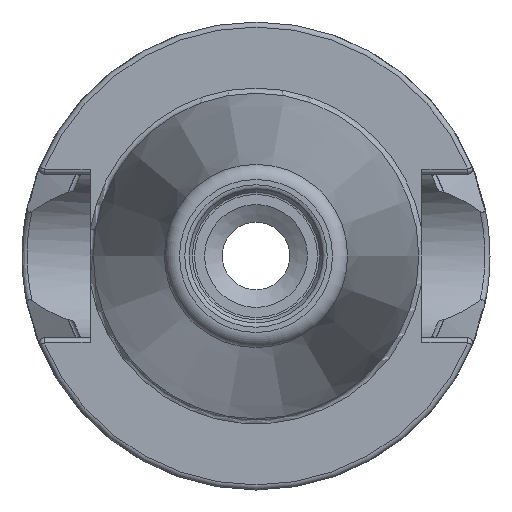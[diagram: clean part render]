
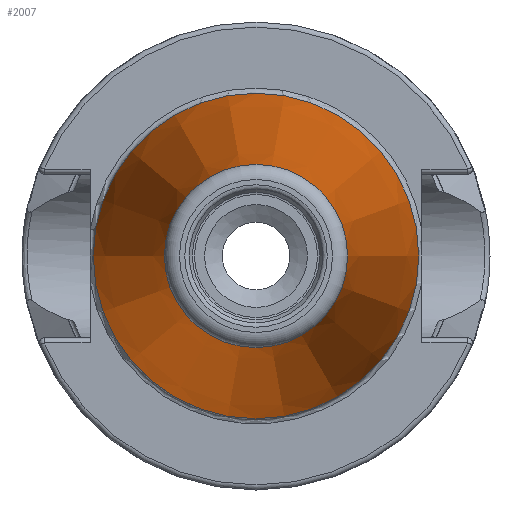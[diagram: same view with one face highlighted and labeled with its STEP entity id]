
A CAD part, left-side view. The second image highlights one B-rep face of the part: STEP entity #2007.
In plain terms, the highlighted conical face has half-angle 8.297 degrees and reference radius 12.502 mm.
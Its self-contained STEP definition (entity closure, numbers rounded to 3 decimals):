
#60=CONICAL_SURFACE('',#2252,12.502,0.145);
#232=FACE_OUTER_BOUND('',#349,.T.);
#349=EDGE_LOOP('',(#1651,#1652,#1653,#1654,#1655,#1656,#1657));
#448=LINE('',#3951,#528);
#528=VECTOR('',#2774,12.502);
#672=CIRCLE('',#2248,9.004);
#673=CIRCLE('',#2249,9.004);
#674=CIRCLE('',#2250,9.004);
#676=CIRCLE('',#2253,15.999);
#677=CIRCLE('',#2254,15.999);
#882=VERTEX_POINT('',#3939);
#883=VERTEX_POINT('',#3940);
#884=VERTEX_POINT('',#3942);
#885=VERTEX_POINT('',#3947);
#886=VERTEX_POINT('',#3948);
#1159=EDGE_CURVE('',#882,#883,#672,.T.);
#1160=EDGE_CURVE('',#884,#882,#673,.T.);
#1161=EDGE_CURVE('',#883,#884,#674,.T.);
#1163=EDGE_CURVE('',#885,#886,#676,.T.);
#1164=EDGE_CURVE('',#886,#885,#677,.T.);
#1165=EDGE_CURVE('',#886,#884,#448,.T.);
#1651=ORIENTED_EDGE('',*,*,#1163,.F.);
#1652=ORIENTED_EDGE('',*,*,#1164,.F.);
#1653=ORIENTED_EDGE('',*,*,#1165,.T.);
#1654=ORIENTED_EDGE('',*,*,#1160,.T.);
#1655=ORIENTED_EDGE('',*,*,#1159,.T.);
#1656=ORIENTED_EDGE('',*,*,#1161,.T.);
#1657=ORIENTED_EDGE('',*,*,#1165,.F.);
#2007=ADVANCED_FACE('',(#232),#60,.T.);
#2248=AXIS2_PLACEMENT_3D('',#3941,#2760,#2761);
#2249=AXIS2_PLACEMENT_3D('',#3943,#2762,#2763);
#2250=AXIS2_PLACEMENT_3D('',#3944,#2764,#2765);
#2252=AXIS2_PLACEMENT_3D('',#3946,#2768,#2769);
#2253=AXIS2_PLACEMENT_3D('',#3949,#2770,#2771);
#2254=AXIS2_PLACEMENT_3D('',#3950,#2772,#2773);
#2760=DIRECTION('center_axis',(1.,0.,0.));
#2761=DIRECTION('ref_axis',(0.,0.,-1.));
#2762=DIRECTION('center_axis',(1.,0.,0.));
#2763=DIRECTION('ref_axis',(0.,0.,-1.));
#2764=DIRECTION('center_axis',(1.,0.,0.));
#2765=DIRECTION('ref_axis',(0.,0.,-1.));
#2768=DIRECTION('center_axis',(1.,0.,0.));
#2769=DIRECTION('ref_axis',(0.,1.,0.));
#2770=DIRECTION('center_axis',(1.,0.,0.));
#2771=DIRECTION('ref_axis',(0.,0.,-1.));
#2772=DIRECTION('center_axis',(1.,0.,0.));
#2773=DIRECTION('ref_axis',(0.,0.,-1.));
#2774=DIRECTION('',(-0.99,0.144,0.));
#3939=CARTESIAN_POINT('',(-47.116,9.004,0.));
#3940=CARTESIAN_POINT('',(-47.116,0.,9.004));
#3941=CARTESIAN_POINT('Origin',(-47.116,0.,
0.));
#3942=CARTESIAN_POINT('',(-47.116,-9.004,0.));
#3943=CARTESIAN_POINT('Origin',(-47.116,0.,
0.));
#3944=CARTESIAN_POINT('Origin',(-47.116,0.,
0.));
#3946=CARTESIAN_POINT('Origin',(-23.132,0.,
0.));
#3947=CARTESIAN_POINT('',(0.852,15.999,0.));
#3948=CARTESIAN_POINT('',(0.852,-15.999,0.));
#3949=CARTESIAN_POINT('Origin',(0.852,0.,
0.));
#3950=CARTESIAN_POINT('Origin',(0.852,0.,
0.));
#3951=CARTESIAN_POINT('',(-23.132,-12.502,0.));
